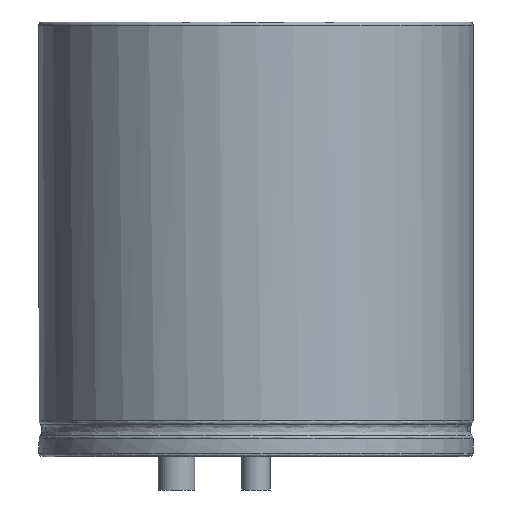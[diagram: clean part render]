
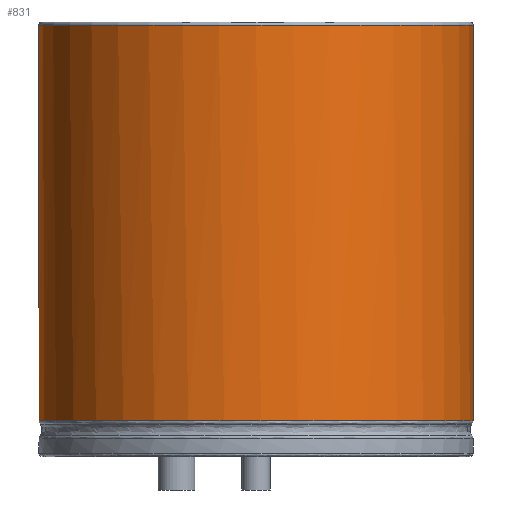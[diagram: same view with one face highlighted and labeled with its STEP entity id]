
A CAD part, left-side view. The second image highlights one B-rep face of the part: STEP entity #831.
In plain terms, the highlighted cylindrical face has radius 13 mm (diameter 26 mm), a partial arc.
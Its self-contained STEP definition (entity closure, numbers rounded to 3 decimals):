
#12=DIRECTION('',(0.,0.,1.));
#117=DIRECTION('',(0.,-0.,-1.));
#118=DIRECTION('',(0.924,-0.383,0.));
#265=VECTOR('',#12,1.);
#566=VERTEX_POINT('',#567);
#567=CARTESIAN_POINT('',(17.01,-4.975,2.135));
#575=ORIENTED_EDGE('',*,*,#576,.T.);
#576=EDGE_CURVE('',#566,#577,#579,.T.);
#577=VERTEX_POINT('',#578);
#578=CARTESIAN_POINT('',(17.01,4.975,2.135));
#579=B_SPLINE_CURVE_WITH_KNOTS('',12,(#580,#581,#582,#583,#584,#585,#586,#587,#588,#589,#590,#591,#592,#593,#594,#595,#596,#597,#598,#599,#600,#601,#602,#603,#604,#605,#606,#607,#608,#609,#610,#611,#612,#613,#614),.UNSPECIFIED.,.F.,.F.,(13,11,11,13),(-3.045,0.,71.471,74.516),.UNSPECIFIED.);
#580=CARTESIAN_POINT('',(18.176,-2.161,2.135));
#581=CARTESIAN_POINT('',(18.078,-2.398,2.135));
#582=CARTESIAN_POINT('',(17.98,-2.633,2.135));
#583=CARTESIAN_POINT('',(17.883,-2.869,2.135));
#584=CARTESIAN_POINT('',(17.785,-3.104,2.135));
#585=CARTESIAN_POINT('',(17.688,-3.339,2.135));
#586=CARTESIAN_POINT('',(17.591,-3.574,2.135));
#587=CARTESIAN_POINT('',(17.494,-3.808,2.135));
#588=CARTESIAN_POINT('',(17.397,-4.042,2.135));
#589=CARTESIAN_POINT('',(17.3,-4.276,2.135));
#590=CARTESIAN_POINT('',(17.203,-4.509,2.135));
#591=CARTESIAN_POINT('',(17.107,-4.742,2.135));
#592=CARTESIAN_POINT('',(14.747,-10.439,2.135));
#593=CARTESIAN_POINT('',(9.736,-14.864,2.135));
#594=CARTESIAN_POINT('',(2.502,-16.616,2.135));
#595=CARTESIAN_POINT('',(-5.255,-14.336,2.135));
#596=CARTESIAN_POINT('',(-11.03,-8.646,2.135));
#597=CARTESIAN_POINT('',(-13.925,0.,2.135));
#598=CARTESIAN_POINT('',(-11.03,8.646,2.135));
#599=CARTESIAN_POINT('',(-5.255,14.336,2.135));
#600=CARTESIAN_POINT('',(2.502,16.616,2.135));
#601=CARTESIAN_POINT('',(9.736,14.864,2.135));
#602=CARTESIAN_POINT('',(14.747,10.439,2.135));
#603=CARTESIAN_POINT('',(17.107,4.742,2.135));
#604=CARTESIAN_POINT('',(17.203,4.509,2.135));
#605=CARTESIAN_POINT('',(17.3,4.276,2.135));
#606=CARTESIAN_POINT('',(17.397,4.042,2.135));
#607=CARTESIAN_POINT('',(17.494,3.808,2.135));
#608=CARTESIAN_POINT('',(17.591,3.574,2.135));
#609=CARTESIAN_POINT('',(17.688,3.339,2.135));
#610=CARTESIAN_POINT('',(17.785,3.104,2.135));
#611=CARTESIAN_POINT('',(17.883,2.869,2.135));
#612=CARTESIAN_POINT('',(17.98,2.633,2.135));
#613=CARTESIAN_POINT('',(18.078,2.398,2.135));
#614=CARTESIAN_POINT('',(18.176,2.161,2.135));
#831=ADVANCED_FACE('',(#832),#851,.T.);
#832=FACE_BOUND('',#833,.F.);
#833=EDGE_LOOP('',(#834,#575,#840,#846));
#834=ORIENTED_EDGE('',*,*,#835,.F.);
#835=EDGE_CURVE('',#566,#836,#838,.T.);
#836=VERTEX_POINT('',#837);
#837=CARTESIAN_POINT('',(17.01,-4.975,25.8));
#838=LINE('',#839,#265);
#839=CARTESIAN_POINT('',(17.01,-4.975,2.));
#840=ORIENTED_EDGE('',*,*,#841,.T.);
#841=EDGE_CURVE('',#577,#842,#844,.T.);
#842=VERTEX_POINT('',#843);
#843=CARTESIAN_POINT('',(17.01,4.975,25.8));
#844=LINE('',#845,#265);
#845=CARTESIAN_POINT('',(17.01,4.975,2.));
#846=ORIENTED_EDGE('',*,*,#847,.F.);
#847=EDGE_CURVE('',#836,#842,#848,.T.);
#848=CIRCLE('',#849,13.);
#849=AXIS2_PLACEMENT_3D('',#850,#117,#118);
#850=CARTESIAN_POINT('',(5.,0.,25.8));
#851=CYLINDRICAL_SURFACE('',#852,13.);
#852=AXIS2_PLACEMENT_3D('',#853,#12,#118);
#853=CARTESIAN_POINT('',(5.,0.,2.));
